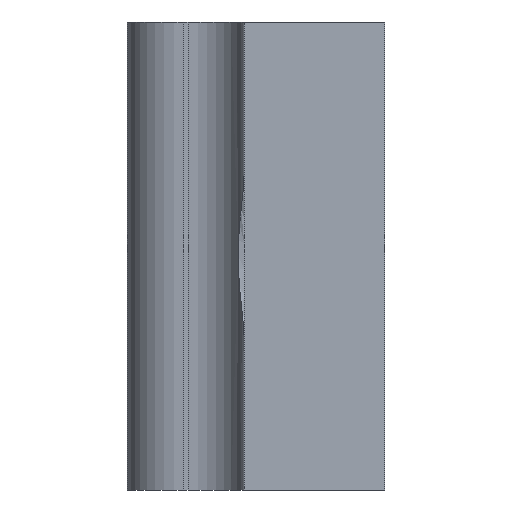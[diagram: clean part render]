
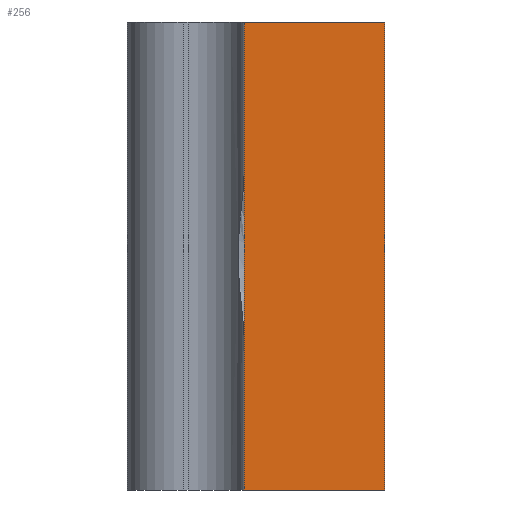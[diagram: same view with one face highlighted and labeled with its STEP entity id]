
A CAD part, left-side view. The second image highlights one B-rep face of the part: STEP entity #256.
In plain terms, the highlighted planar face has unit normal (-1, 0, 0).
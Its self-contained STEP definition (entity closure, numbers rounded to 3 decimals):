
#20 = CARTESIAN_POINT ( 'NONE',  ( -15., 0., 10. ) ) ;
#131 = VERTEX_POINT ( 'NONE', #1067 ) ;
#172 = DIRECTION ( 'NONE',  ( 0., 0., -1. ) ) ;
#191 = VERTEX_POINT ( 'NONE', #783 ) ;
#197 = VERTEX_POINT ( 'NONE', #363 ) ;
#203 = ORIENTED_EDGE ( 'NONE', *, *, #790, .F. ) ;
#249 = CARTESIAN_POINT ( 'NONE',  ( -15., 0., 0. ) ) ;
#256 = ADVANCED_FACE ( 'NONE', ( #753 ), #779, .F. ) ;
#327 = LINE ( 'NONE', #842, #511 ) ;
#331 = LINE ( 'NONE', #744, #531 ) ;
#342 = LINE ( 'NONE', #1033, #353 ) ;
#353 = VECTOR ( 'NONE', #172, 1000. ) ;
#363 = CARTESIAN_POINT ( 'NONE',  ( -15., -1.5, 10. ) ) ;
#475 = DIRECTION ( 'NONE',  ( 0., -1., 0. ) ) ;
#495 = VECTOR ( 'NONE', #475, 1000. ) ;
#510 = EDGE_CURVE ( 'NONE', #197, #131, #327, .T. ) ;
#511 = VECTOR ( 'NONE', #733, 1000. ) ;
#531 = VECTOR ( 'NONE', #586, 1000. ) ;
#536 = VERTEX_POINT ( 'NONE', #917 ) ;
#586 = DIRECTION ( 'NONE',  ( 0., -1., 0. ) ) ;
#620 = ORIENTED_EDGE ( 'NONE', *, *, #663, .T. ) ;
#632 = ORIENTED_EDGE ( 'NONE', *, *, #510, .F. ) ;
#663 = EDGE_CURVE ( 'NONE', #191, #536, #342, .T. ) ;
#670 = DIRECTION ( 'NONE',  ( 0., 1., 0. ) ) ;
#733 = DIRECTION ( 'NONE',  ( 0., 0., -1. ) ) ;
#739 = AXIS2_PLACEMENT_3D ( 'NONE', #20, #1034, #670 ) ;
#744 = CARTESIAN_POINT ( 'NONE',  ( -15., 0., 10. ) ) ;
#753 = FACE_OUTER_BOUND ( 'NONE', #893, .T. ) ;
#779 = PLANE ( 'NONE',  #739 ) ;
#783 = CARTESIAN_POINT ( 'NONE',  ( -15., 1.5, 10. ) ) ;
#790 = EDGE_CURVE ( 'NONE', #191, #197, #331, .T. ) ;
#838 = EDGE_CURVE ( 'NONE', #536, #131, #911, .T. ) ;
#842 = CARTESIAN_POINT ( 'NONE',  ( -15., -1.5, 10. ) ) ;
#893 = EDGE_LOOP ( 'NONE', ( #905, #632, #203, #620 ) ) ;
#905 = ORIENTED_EDGE ( 'NONE', *, *, #838, .T. ) ;
#911 = LINE ( 'NONE', #249, #495 ) ;
#917 = CARTESIAN_POINT ( 'NONE',  ( -15., 1.5, 0. ) ) ;
#1033 = CARTESIAN_POINT ( 'NONE',  ( -15., 1.5, 10. ) ) ;
#1034 = DIRECTION ( 'NONE',  ( 1., 0., 0. ) ) ;
#1067 = CARTESIAN_POINT ( 'NONE',  ( -15., -1.5, 0. ) ) ;
